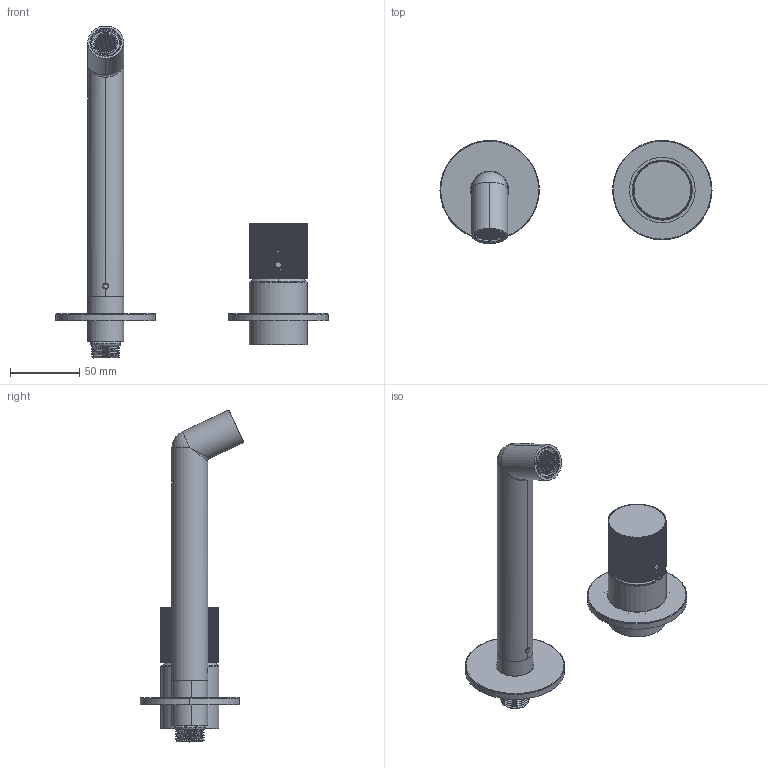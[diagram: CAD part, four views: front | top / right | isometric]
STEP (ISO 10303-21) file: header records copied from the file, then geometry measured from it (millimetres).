
FILE_DESCRIPTION((''),'2;1');
FILE_NAME('615-1700_X_T_ASM','2022-03-19T21:05:54',('WEIJOY'),(''),'CREO PARAMETRIC BY PTC INC, 2019224','CREO PARAMETRIC BY PTC INC, 2019224','');
FILE_SCHEMA(('CONFIG_CONTROL_DESIGN'));
Length unit declared in the file: millimetre
Products named in the file (18): 863-1700_X2_63A57BA1_X0_A_ID166; M5X5_X2_87BA4E1D_X0__ID158_X_T; O_X2_578B5708_X0_22X2_5_ID154_X; O_X2_578B5708_X0_16X2_ID146_X_T; O_X2_578B5708_X0_16X2_ID142_X_T; 615-1700_X2_51FA6C347BA19762677; 615-1700_X2_624B67C49762677F_X0; 863-2110B_X2_96005957_X0__ID130; 615-1700_X2_624B67C4_X0__ID126_; 615-1700_X2_51FA6C347BA1_X0__ID; M21_5X1_X2_51857F6E8D776CE15668; 863-0101B_X2_88C5997076D6_X0__I; O_X2_578B5708_X0_40X2_ID110_X_T; CT35TF001_X2_5E7389D2960082AF_X; 863-2110B_X2_516D89D2538B5E3D_X; _X2_96005957_X0_39_ID10_X_T; 615-1700_X_T_1_ASM; 615-1700_X_T_ASM
Assembly tree (17 placements, depth 3):
  615-1700_X_T_ASM
    615-1700_X_T_1_ASM
      863-1700_X2_63A57BA1_X0_A_ID166
      M5X5_X2_87BA4E1D_X0__ID158_X_T
      O_X2_578B5708_X0_22X2_5_ID154_X
      O_X2_578B5708_X0_16X2_ID146_X_T
      O_X2_578B5708_X0_16X2_ID142_X_T
      615-1700_X2_51FA6C347BA19762677
      615-1700_X2_624B67C49762677F_X0
      863-2110B_X2_96005957_X0__ID130
      615-1700_X2_624B67C4_X0__ID126_
      615-1700_X2_51FA6C347BA1_X0__ID
      M21_5X1_X2_51857F6E8D776CE15668
      863-0101B_X2_88C5997076D6_X0__I
      O_X2_578B5708_X0_40X2_ID110_X_T
      CT35TF001_X2_5E7389D2960082AF_X
      863-2110B_X2_516D89D2538B5E3D_X
      _X2_96005957_X0_39_ID10_X_T
Bounding box: 197 x 75.09 x 240.4 mm (x, y, z)
Volume: 128741 mm3; surface area: 120909.1 mm2
Topology: 13 solids, 16 shells, 1534 faces, 4102 edges, 2698 vertices
Faces by surface type: plane 860, cylinder 447, torus 144, cone 61, bspline 14, sphere 6, extrusion 2
Entity records: 64030 total; most frequent: CARTESIAN_POINT 24600, DIRECTION 8212, ORIENTED_EDGE 8188, EDGE_CURVE 4098, AXIS2_PLACEMENT_3D 2815, VERTEX_POINT 2698, VECTOR 2582, LINE 2580
